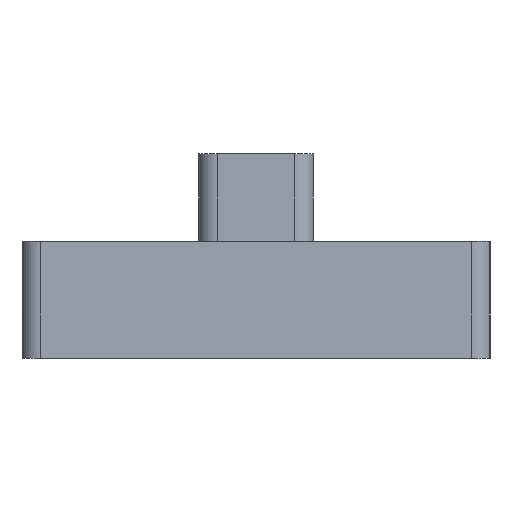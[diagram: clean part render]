
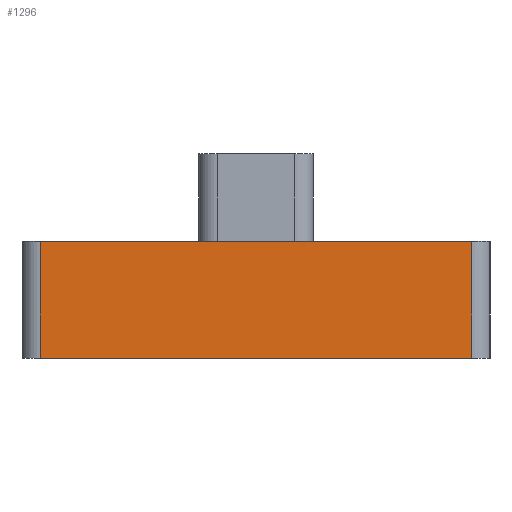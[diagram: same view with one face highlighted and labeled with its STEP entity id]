
A CAD part, left-side view. The second image highlights one B-rep face of the part: STEP entity #1296.
In plain terms, the highlighted planar face has unit normal (-1, 0, 0).
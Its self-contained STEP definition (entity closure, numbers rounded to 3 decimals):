
#72=PLANE('',#1465);
#152=FACE_OUTER_BOUND('',#240,.T.);
#240=EDGE_LOOP('',(#1177,#1178,#1179,#1180));
#290=LINE('',#2039,#398);
#294=LINE('',#2048,#402);
#297=LINE('',#2064,#405);
#302=LINE('',#2078,#410);
#398=VECTOR('',#1631,10.);
#402=VECTOR('',#1639,1.);
#405=VECTOR('',#1654,10.);
#410=VECTOR('',#1669,1.);
#577=VERTEX_POINT('',#2032);
#580=VERTEX_POINT('',#2037);
#583=VERTEX_POINT('',#2047);
#590=VERTEX_POINT('',#2063);
#716=EDGE_CURVE('',#580,#577,#290,.T.);
#720=EDGE_CURVE('',#577,#583,#294,.T.);
#728=EDGE_CURVE('',#583,#590,#297,.T.);
#736=EDGE_CURVE('',#590,#580,#302,.T.);
#1177=ORIENTED_EDGE('',*,*,#716,.F.);
#1178=ORIENTED_EDGE('',*,*,#736,.F.);
#1179=ORIENTED_EDGE('',*,*,#728,.F.);
#1180=ORIENTED_EDGE('',*,*,#720,.F.);
#1296=ADVANCED_FACE('',(#152),#72,.F.);
#1465=AXIS2_PLACEMENT_3D('',#2252,#1878,#1879);
#1631=DIRECTION('',(0.,0.,-1.));
#1639=DIRECTION('',(0.,1.,0.));
#1654=DIRECTION('',(0.,0.,1.));
#1669=DIRECTION('',(0.,-1.,0.));
#1878=DIRECTION('center_axis',(1.,0.,0.));
#1879=DIRECTION('ref_axis',(0.,0.,-1.));
#2032=CARTESIAN_POINT('',(-76.2,23.225,0.));
#2037=CARTESIAN_POINT('',(-76.2,23.225,6.35));
#2039=CARTESIAN_POINT('',(-76.2,23.225,3.175));
#2047=CARTESIAN_POINT('',(-76.2,46.625,0.));
#2048=CARTESIAN_POINT('',(-76.2,34.925,0.));
#2063=CARTESIAN_POINT('',(-76.2,46.625,6.35));
#2064=CARTESIAN_POINT('',(-76.2,46.625,3.175));
#2078=CARTESIAN_POINT('',(-76.2,34.925,6.35));
#2252=CARTESIAN_POINT('Origin',(-76.2,34.925,3.175));
